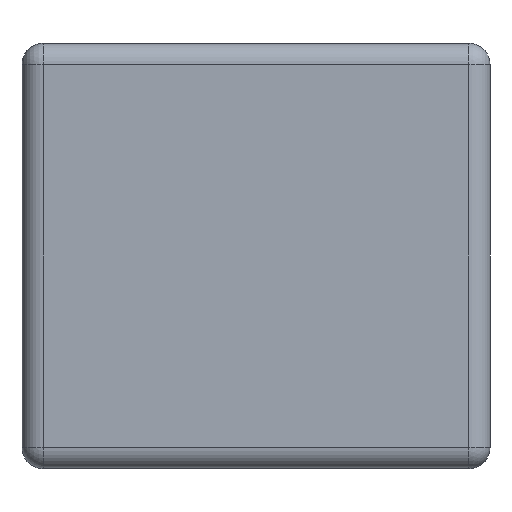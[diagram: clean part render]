
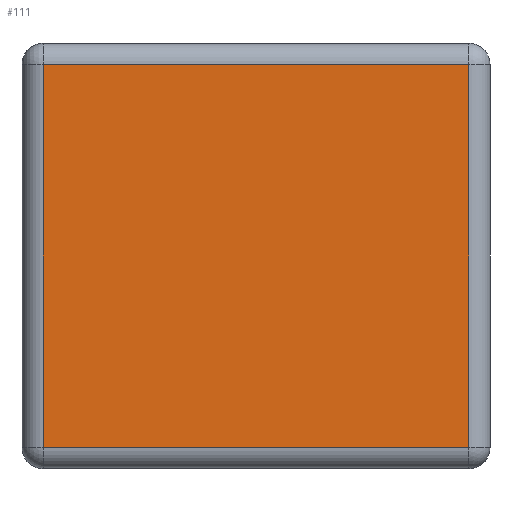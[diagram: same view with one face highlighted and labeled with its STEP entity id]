
A CAD part, left-side view. The second image highlights one B-rep face of the part: STEP entity #111.
In plain terms, the highlighted planar face has unit normal (-1, 0, 0).
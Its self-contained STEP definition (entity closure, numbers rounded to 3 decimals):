
#1 = VECTOR ( 'NONE', #159, 1000. ) ;
#10 = EDGE_CURVE ( 'NONE', #724, #771, #99, .T. ) ;
#29 = ORIENTED_EDGE ( 'NONE', *, *, #50, .T. ) ;
#33 = AXIS2_PLACEMENT_3D ( 'NONE', #655, #636, #449 ) ;
#50 = EDGE_CURVE ( 'NONE', #448, #634, #932, .T. ) ;
#57 = CARTESIAN_POINT ( 'NONE',  ( -0.25, 0.275, 0.113 ) ) ;
#99 = LINE ( 'NONE', #228, #460 ) ;
#111 = ADVANCED_FACE ( 'NONE', ( #258 ), #235, .F. ) ;
#155 = CARTESIAN_POINT ( 'NONE',  ( -0.25, 0.012, 0.113 ) ) ;
#159 = DIRECTION ( 'NONE',  ( 0., 1., 0. ) ) ;
#228 = CARTESIAN_POINT ( 'NONE',  ( -0.25, 0.275, -0.112 ) ) ;
#235 = PLANE ( 'NONE',  #33 ) ;
#258 = FACE_OUTER_BOUND ( 'NONE', #909, .T. ) ;
#291 = CARTESIAN_POINT ( 'NONE',  ( -0.25, 0.012, -0.112 ) ) ;
#313 = ORIENTED_EDGE ( 'NONE', *, *, #608, .T. ) ;
#361 = DIRECTION ( 'NONE',  ( 0., -1., 0. ) ) ;
#368 = EDGE_CURVE ( 'NONE', #634, #724, #1050, .T. ) ;
#448 = VERTEX_POINT ( 'NONE', #155 ) ;
#449 = DIRECTION ( 'NONE',  ( 0., 0., -1. ) ) ;
#460 = VECTOR ( 'NONE', #361, 1000. ) ;
#474 = CARTESIAN_POINT ( 'NONE',  ( -0.25, 0.263, -0.112 ) ) ;
#557 = ORIENTED_EDGE ( 'NONE', *, *, #368, .T. ) ;
#608 = EDGE_CURVE ( 'NONE', #771, #448, #741, .T. ) ;
#634 = VERTEX_POINT ( 'NONE', #1002 ) ;
#636 = DIRECTION ( 'NONE',  ( 1., 0., 0. ) ) ;
#639 = VECTOR ( 'NONE', #954, 1000. ) ;
#650 = CARTESIAN_POINT ( 'NONE',  ( -0.25, 0.012, -0.125 ) ) ;
#655 = CARTESIAN_POINT ( 'NONE',  ( -0.25, 0.275, -0.125 ) ) ;
#724 = VERTEX_POINT ( 'NONE', #474 ) ;
#741 = LINE ( 'NONE', #650, #1041 ) ;
#771 = VERTEX_POINT ( 'NONE', #291 ) ;
#909 = EDGE_LOOP ( 'NONE', ( #557, #918, #313, #29 ) ) ;
#918 = ORIENTED_EDGE ( 'NONE', *, *, #10, .T. ) ;
#932 = LINE ( 'NONE', #57, #1 ) ;
#951 = DIRECTION ( 'NONE',  ( 0., 0., 1. ) ) ;
#954 = DIRECTION ( 'NONE',  ( 0., 0., -1. ) ) ;
#1002 = CARTESIAN_POINT ( 'NONE',  ( -0.25, 0.263, 0.113 ) ) ;
#1041 = VECTOR ( 'NONE', #951, 1000. ) ;
#1050 = LINE ( 'NONE', #1126, #639 ) ;
#1126 = CARTESIAN_POINT ( 'NONE',  ( -0.25, 0.263, -0.125 ) ) ;
